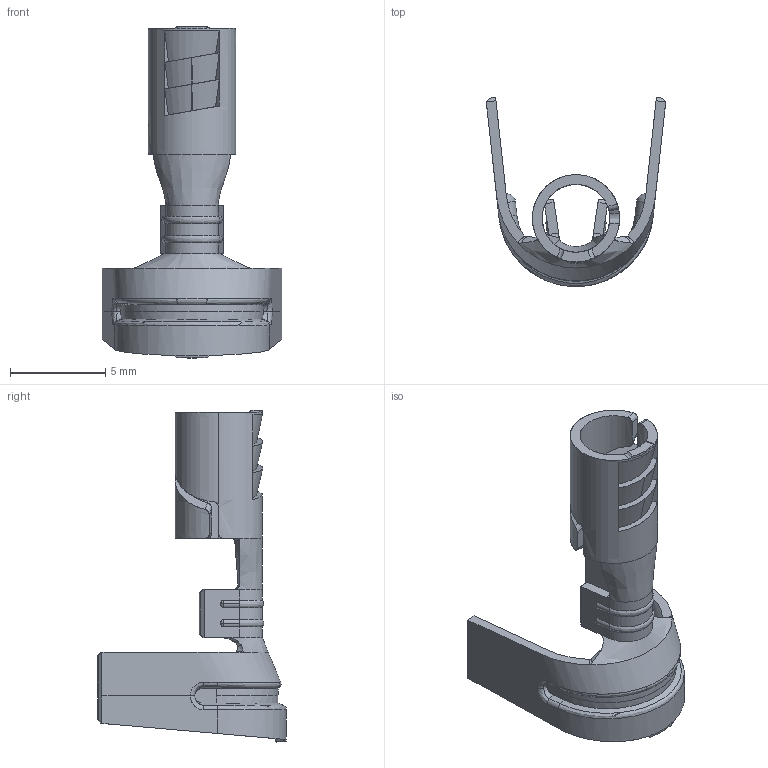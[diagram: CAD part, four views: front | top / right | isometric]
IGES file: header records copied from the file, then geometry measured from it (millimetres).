
Start section: SolidWorks IGES file using analytic representation for surfaces
Global section: file name: ST77.IGS; native system: SolidWorks 2019; preprocessor: SolidWorks 2019; author: sjohnson; date: 191105.113438; units: inch
Bounding box: 9.4 x 9.9 x 17.4 mm (x, y, z)
Surface area: 502 mm2 (no closed solid volume)
Topology: 0 solids, 0 shells, 223 faces, 1772 edges, 1742 vertices
Faces by surface type: bspline 148, revolution 75
